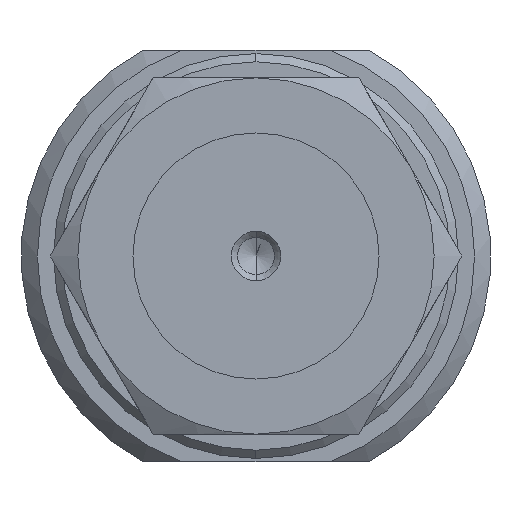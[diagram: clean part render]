
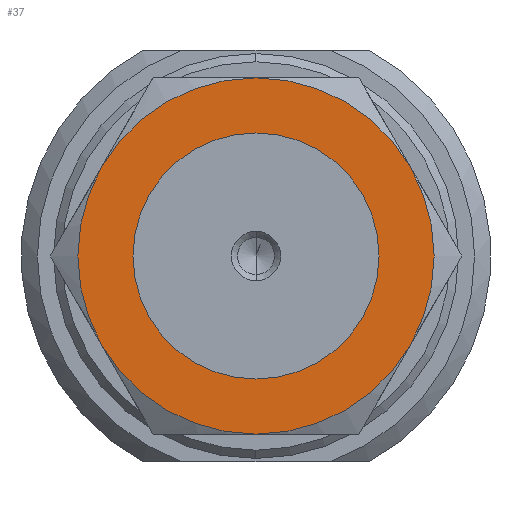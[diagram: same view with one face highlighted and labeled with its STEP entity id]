
A CAD part, left-side view. The second image highlights one B-rep face of the part: STEP entity #37.
In plain terms, the highlighted planar face has unit normal (-1, 0, 0).
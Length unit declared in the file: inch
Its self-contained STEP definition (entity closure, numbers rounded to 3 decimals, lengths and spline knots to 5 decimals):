
#37 = ADVANCED_FACE ( 'NONE', ( #4162, #517 ), #3418, .F. ) ;
#62 = CARTESIAN_POINT ( 'NONE',  ( 0., 0., 0. ) ) ;
#105 = VERTEX_POINT ( 'NONE', #545 ) ;
#154 = DIRECTION ( 'NONE',  ( -1., 0., 0. ) ) ;
#164 = DIRECTION ( 'NONE',  ( 0., 0., -1. ) ) ;
#183 = CARTESIAN_POINT ( 'NONE',  ( 0., 0., -0.14961 ) ) ;
#265 = AXIS2_PLACEMENT_3D ( 'NONE', #4323, #366, #683 ) ;
#366 = DIRECTION ( 'NONE',  ( 1., 0., 0. ) ) ;
#431 = ORIENTED_EDGE ( 'NONE', *, *, #3990, .F. ) ;
#435 = ORIENTED_EDGE ( 'NONE', *, *, #4661, .F. ) ;
#437 = ORIENTED_EDGE ( 'NONE', *, *, #1635, .F. ) ;
#478 = AXIS2_PLACEMENT_3D ( 'NONE', #62, #4396, #1575 ) ;
#500 = CIRCLE ( 'NONE', #1088, 0.21654 ) ;
#517 = FACE_BOUND ( 'NONE', #3421, .T. ) ;
#545 = CARTESIAN_POINT ( 'NONE',  ( 0., 0., -0.21654 ) ) ;
#556 = AXIS2_PLACEMENT_3D ( 'NONE', #2268, #3723, #894 ) ;
#683 = DIRECTION ( 'NONE',  ( 0., 0., -1. ) ) ;
#869 = CARTESIAN_POINT ( 'NONE',  ( 0., -0.18753, 0.10827 ) ) ;
#875 = ORIENTED_EDGE ( 'NONE', *, *, #1414, .F. ) ;
#894 = DIRECTION ( 'NONE',  ( 0., 0., -1. ) ) ;
#946 = VERTEX_POINT ( 'NONE', #4161 ) ;
#1032 = DIRECTION ( 'NONE',  ( 0., 0., -1. ) ) ;
#1054 = CARTESIAN_POINT ( 'NONE',  ( 0., 0., 0. ) ) ;
#1088 = AXIS2_PLACEMENT_3D ( 'NONE', #1448, #2515, #4605 ) ;
#1089 = EDGE_LOOP ( 'NONE', ( #2483, #875, #2309, #431, #3267, #437 ) ) ;
#1181 = AXIS2_PLACEMENT_3D ( 'NONE', #1054, #2409, #1032 ) ;
#1190 = VERTEX_POINT ( 'NONE', #4044 ) ;
#1208 = DIRECTION ( 'NONE',  ( 0., 0., 1. ) ) ;
#1210 = CARTESIAN_POINT ( 'NONE',  ( 0., 0., 0. ) ) ;
#1281 = DIRECTION ( 'NONE',  ( -1., 0., 0. ) ) ;
#1414 = EDGE_CURVE ( 'NONE', #4453, #105, #1702, .T. ) ;
#1448 = CARTESIAN_POINT ( 'NONE',  ( 0., 0., 0. ) ) ;
#1485 = DIRECTION ( 'NONE',  ( 0., 0., -1. ) ) ;
#1575 = DIRECTION ( 'NONE',  ( 0., 0., -1. ) ) ;
#1578 = AXIS2_PLACEMENT_3D ( 'NONE', #2009, #154, #4208 ) ;
#1635 = EDGE_CURVE ( 'NONE', #1190, #4222, #1999, .T. ) ;
#1702 = CIRCLE ( 'NONE', #265, 0.21654 ) ;
#1898 = ORIENTED_EDGE ( 'NONE', *, *, #3782, .F. ) ;
#1999 = CIRCLE ( 'NONE', #2996, 0.21654 ) ;
#2009 = CARTESIAN_POINT ( 'NONE',  ( 0., 0., 0. ) ) ;
#2080 = CARTESIAN_POINT ( 'NONE',  ( 0., -0.18753, -0.10827 ) ) ;
#2237 = CARTESIAN_POINT ( 'NONE',  ( 0., 0., 0.14961 ) ) ;
#2268 = CARTESIAN_POINT ( 'NONE',  ( 0., 0., 0. ) ) ;
#2309 = ORIENTED_EDGE ( 'NONE', *, *, #4520, .F. ) ;
#2409 = DIRECTION ( 'NONE',  ( 1., 0., 0. ) ) ;
#2483 = ORIENTED_EDGE ( 'NONE', *, *, #3351, .F. ) ;
#2515 = DIRECTION ( 'NONE',  ( -1., 0., 0. ) ) ;
#2575 = DIRECTION ( 'NONE',  ( 1., 0., 0. ) ) ;
#2744 = EDGE_CURVE ( 'NONE', #946, #4222, #500, .T. ) ;
#2781 = CIRCLE ( 'NONE', #1578, 0.14961 ) ;
#2929 = CIRCLE ( 'NONE', #1181, 0.21654 ) ;
#2962 = VERTEX_POINT ( 'NONE', #2237 ) ;
#2973 = CIRCLE ( 'NONE', #3429, 0.21654 ) ;
#2996 = AXIS2_PLACEMENT_3D ( 'NONE', #1210, #3413, #164 ) ;
#3057 = CIRCLE ( 'NONE', #478, 0.21654 ) ;
#3267 = ORIENTED_EDGE ( 'NONE', *, *, #2744, .T. ) ;
#3281 = AXIS2_PLACEMENT_3D ( 'NONE', #4490, #1281, #1208 ) ;
#3308 = CARTESIAN_POINT ( 'NONE',  ( 0., 0.18753, 0.10827 ) ) ;
#3351 = EDGE_CURVE ( 'NONE', #105, #1190, #2973, .T. ) ;
#3356 = CIRCLE ( 'NONE', #3281, 0.14961 ) ;
#3413 = DIRECTION ( 'NONE',  ( 1., 0., 0. ) ) ;
#3415 = VERTEX_POINT ( 'NONE', #869 ) ;
#3418 = PLANE ( 'NONE',  #556 ) ;
#3421 = EDGE_LOOP ( 'NONE', ( #435, #1898 ) ) ;
#3429 = AXIS2_PLACEMENT_3D ( 'NONE', #4020, #2575, #1485 ) ;
#3723 = DIRECTION ( 'NONE',  ( 1., 0., 0. ) ) ;
#3782 = EDGE_CURVE ( 'NONE', #3855, #2962, #3356, .T. ) ;
#3855 = VERTEX_POINT ( 'NONE', #183 ) ;
#3990 = EDGE_CURVE ( 'NONE', #946, #3415, #3057, .T. ) ;
#4020 = CARTESIAN_POINT ( 'NONE',  ( 0., 0., 0. ) ) ;
#4044 = CARTESIAN_POINT ( 'NONE',  ( 0., 0.18753, -0.10827 ) ) ;
#4161 = CARTESIAN_POINT ( 'NONE',  ( 0., 0., 0.21654 ) ) ;
#4162 = FACE_OUTER_BOUND ( 'NONE', #1089, .T. ) ;
#4208 = DIRECTION ( 'NONE',  ( 0., 0., 1. ) ) ;
#4222 = VERTEX_POINT ( 'NONE', #3308 ) ;
#4323 = CARTESIAN_POINT ( 'NONE',  ( 0., 0., 0. ) ) ;
#4396 = DIRECTION ( 'NONE',  ( 1., 0., 0. ) ) ;
#4453 = VERTEX_POINT ( 'NONE', #2080 ) ;
#4490 = CARTESIAN_POINT ( 'NONE',  ( 0., 0., 0. ) ) ;
#4520 = EDGE_CURVE ( 'NONE', #3415, #4453, #2929, .T. ) ;
#4605 = DIRECTION ( 'NONE',  ( 0., 0., 1. ) ) ;
#4661 = EDGE_CURVE ( 'NONE', #2962, #3855, #2781, .T. ) ;
